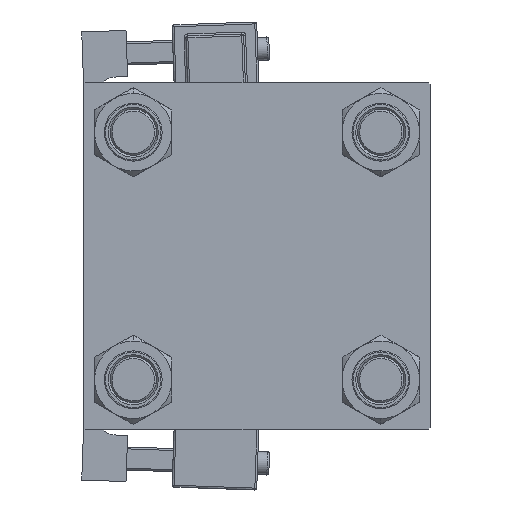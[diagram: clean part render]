
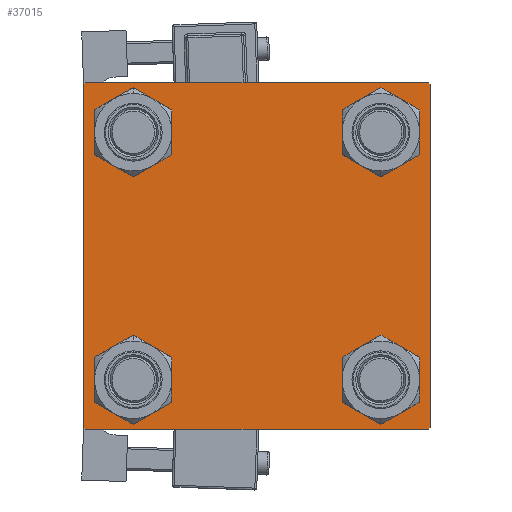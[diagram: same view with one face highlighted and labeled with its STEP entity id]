
A CAD part, left-side view. The second image highlights one B-rep face of the part: STEP entity #37015.
In plain terms, the highlighted planar face has unit normal (-1, 0, 0).
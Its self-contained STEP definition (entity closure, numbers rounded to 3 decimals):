
#187 = VECTOR ( 'NONE', #41669, 1000. ) ;
#325 = VERTEX_POINT ( 'NONE', #20341 ) ;
#421 = CARTESIAN_POINT ( 'NONE',  ( 0., -44.75, 44.75 ) ) ;
#440 = AXIS2_PLACEMENT_3D ( 'NONE', #40676, #40407, #31433 ) ;
#822 = ORIENTED_EDGE ( 'NONE', *, *, #16989, .T. ) ;
#837 = CARTESIAN_POINT ( 'NONE',  ( 0., 45., -45. ) ) ;
#2166 = DIRECTION ( 'NONE',  ( 1., 0., 0. ) ) ;
#2288 = ORIENTED_EDGE ( 'NONE', *, *, #12117, .T. ) ;
#2348 = AXIS2_PLACEMENT_3D ( 'NONE', #20326, #36484, #5978 ) ;
#2597 = LINE ( 'NONE', #10288, #4986 ) ;
#2664 = CARTESIAN_POINT ( 'NONE',  ( 0., 44.5, 45. ) ) ;
#2703 = CARTESIAN_POINT ( 'NONE',  ( 0., 32.15, 38.65 ) ) ;
#3771 = CARTESIAN_POINT ( 'NONE',  ( 0., -32.15, 32.15 ) ) ;
#4810 = LINE ( 'NONE', #837, #187 ) ;
#4986 = VECTOR ( 'NONE', #18768, 1000. ) ;
#5420 = ORIENTED_EDGE ( 'NONE', *, *, #34582, .T. ) ;
#5978 = DIRECTION ( 'NONE',  ( 0., 0., 1. ) ) ;
#6148 = CARTESIAN_POINT ( 'NONE',  ( 0., 32.15, 32.15 ) ) ;
#6158 = CARTESIAN_POINT ( 'NONE',  ( 0., 45., -44.5 ) ) ;
#6202 = VECTOR ( 'NONE', #29685, 1000. ) ;
#6422 = CIRCLE ( 'NONE', #29177, 6.5 ) ;
#6531 = CIRCLE ( 'NONE', #36175, 6.5 ) ;
#7239 = DIRECTION ( 'NONE',  ( 1., 0., 0. ) ) ;
#7451 = LINE ( 'NONE', #24157, #50359 ) ;
#7482 = CARTESIAN_POINT ( 'NONE',  ( 0., 32.15, -32.15 ) ) ;
#9254 = EDGE_CURVE ( 'NONE', #34243, #12961, #4810, .T. ) ;
#9778 = ORIENTED_EDGE ( 'NONE', *, *, #30961, .T. ) ;
#9834 = EDGE_LOOP ( 'NONE', ( #5420, #34820 ) ) ;
#10288 = CARTESIAN_POINT ( 'NONE',  ( 0., -44.75, -44.75 ) ) ;
#11040 = CARTESIAN_POINT ( 'NONE',  ( 0., 32.15, -38.65 ) ) ;
#11042 = VERTEX_POINT ( 'NONE', #2664 ) ;
#11229 = CARTESIAN_POINT ( 'NONE',  ( 0., -44.5, -45. ) ) ;
#11603 = DIRECTION ( 'NONE',  ( 0., 0., 1. ) ) ;
#12117 = EDGE_CURVE ( 'NONE', #23371, #34243, #14553, .T. ) ;
#12546 = VERTEX_POINT ( 'NONE', #27996 ) ;
#12961 = VERTEX_POINT ( 'NONE', #11229 ) ;
#13673 = CARTESIAN_POINT ( 'NONE',  ( 0., 32.15, -25.65 ) ) ;
#13698 = EDGE_CURVE ( 'NONE', #12546, #26179, #49993, .T. ) ;
#13746 = EDGE_CURVE ( 'NONE', #11042, #49245, #45739, .T. ) ;
#13888 = DIRECTION ( 'NONE',  ( -1., 0., 0. ) ) ;
#14488 = EDGE_LOOP ( 'NONE', ( #43563, #42436 ) ) ;
#14553 = LINE ( 'NONE', #18000, #6202 ) ;
#14766 = VECTOR ( 'NONE', #40721, 1000. ) ;
#15526 = VERTEX_POINT ( 'NONE', #13673 ) ;
#16151 = CARTESIAN_POINT ( 'NONE',  ( 0., -45., -44.5 ) ) ;
#16222 = VERTEX_POINT ( 'NONE', #42757 ) ;
#16562 = FACE_OUTER_BOUND ( 'NONE', #24084, .T. ) ;
#16833 = FACE_BOUND ( 'NONE', #14488, .T. ) ;
#16857 = CARTESIAN_POINT ( 'NONE',  ( 0., -45., 45. ) ) ;
#16957 = CIRCLE ( 'NONE', #17821, 6.5 ) ;
#16959 = VERTEX_POINT ( 'NONE', #47829 ) ;
#16989 = EDGE_CURVE ( 'NONE', #35751, #15526, #40266, .T. ) ;
#17607 = DIRECTION ( 'NONE',  ( 0., 0., 1. ) ) ;
#17821 = AXIS2_PLACEMENT_3D ( 'NONE', #40109, #7239, #23425 ) ;
#18000 = CARTESIAN_POINT ( 'NONE',  ( 0., 44.75, -44.75 ) ) ;
#18118 = DIRECTION ( 'NONE',  ( 0., 0., 1. ) ) ;
#18286 = EDGE_CURVE ( 'NONE', #37147, #23445, #6422, .T. ) ;
#18570 = AXIS2_PLACEMENT_3D ( 'NONE', #7482, #31890, #23932 ) ;
#18768 = DIRECTION ( 'NONE',  ( 0., -0.707, 0.707 ) ) ;
#19164 = DIRECTION ( 'NONE',  ( 0., 0., 1. ) ) ;
#19351 = ORIENTED_EDGE ( 'NONE', *, *, #28840, .T. ) ;
#19953 = DIRECTION ( 'NONE',  ( 1., 0., 0. ) ) ;
#20156 = CARTESIAN_POINT ( 'NONE',  ( 0., 44.5, -45. ) ) ;
#20326 = CARTESIAN_POINT ( 'NONE',  ( 0., -32.15, -32.15 ) ) ;
#20341 = CARTESIAN_POINT ( 'NONE',  ( 0., -32.15, -25.65 ) ) ;
#20482 = EDGE_LOOP ( 'NONE', ( #45375, #822 ) ) ;
#21092 = CARTESIAN_POINT ( 'NONE',  ( 0., 44.75, 44.75 ) ) ;
#21325 = AXIS2_PLACEMENT_3D ( 'NONE', #3771, #19953, #19164 ) ;
#21593 = CARTESIAN_POINT ( 'NONE',  ( 0., 0., 0. ) ) ;
#22329 = DIRECTION ( 'NONE',  ( 0., 0., 1. ) ) ;
#22684 = CIRCLE ( 'NONE', #2348, 6.5 ) ;
#23163 = CARTESIAN_POINT ( 'NONE',  ( 0., 32.15, 25.65 ) ) ;
#23371 = VERTEX_POINT ( 'NONE', #6158 ) ;
#23425 = DIRECTION ( 'NONE',  ( 0., 0., 1. ) ) ;
#23445 = VERTEX_POINT ( 'NONE', #2703 ) ;
#23643 = DIRECTION ( 'NONE',  ( 0., -1., 0. ) ) ;
#23932 = DIRECTION ( 'NONE',  ( 0., 0., 1. ) ) ;
#24084 = EDGE_LOOP ( 'NONE', ( #9778, #2288, #52120, #19351, #27792, #50286, #29822, #25387 ) ) ;
#24157 = CARTESIAN_POINT ( 'NONE',  ( 0., 45., 45. ) ) ;
#24523 = FACE_BOUND ( 'NONE', #9834, .T. ) ;
#24556 = VECTOR ( 'NONE', #43402, 1000. ) ;
#24934 = EDGE_CURVE ( 'NONE', #23445, #37147, #6531, .T. ) ;
#25387 = ORIENTED_EDGE ( 'NONE', *, *, #13746, .T. ) ;
#26179 = VERTEX_POINT ( 'NONE', #16151 ) ;
#27232 = CARTESIAN_POINT ( 'NONE',  ( 0., 45., 45. ) ) ;
#27792 = ORIENTED_EDGE ( 'NONE', *, *, #13698, .F. ) ;
#27996 = CARTESIAN_POINT ( 'NONE',  ( 0., -45., 44.5 ) ) ;
#28324 = EDGE_LOOP ( 'NONE', ( #49257, #50298 ) ) ;
#28840 = EDGE_CURVE ( 'NONE', #12961, #26179, #2597, .T. ) ;
#29177 = AXIS2_PLACEMENT_3D ( 'NONE', #30848, #30587, #18118 ) ;
#29685 = DIRECTION ( 'NONE',  ( 0., -0.707, -0.707 ) ) ;
#29822 = ORIENTED_EDGE ( 'NONE', *, *, #39860, .F. ) ;
#30360 = VERTEX_POINT ( 'NONE', #44309 ) ;
#30587 = DIRECTION ( 'NONE',  ( 1., 0., 0. ) ) ;
#30848 = CARTESIAN_POINT ( 'NONE',  ( 0., 32.15, 32.15 ) ) ;
#30961 = EDGE_CURVE ( 'NONE', #49245, #23371, #46840, .T. ) ;
#31390 = AXIS2_PLACEMENT_3D ( 'NONE', #51652, #43698, #11603 ) ;
#31433 = DIRECTION ( 'NONE',  ( 0., 0., 1. ) ) ;
#31749 = AXIS2_PLACEMENT_3D ( 'NONE', #21593, #13888, #17607 ) ;
#31890 = DIRECTION ( 'NONE',  ( 1., 0., 0. ) ) ;
#32743 = PLANE ( 'NONE',  #31749 ) ;
#33099 = EDGE_CURVE ( 'NONE', #15526, #35751, #41434, .T. ) ;
#34243 = VERTEX_POINT ( 'NONE', #20156 ) ;
#34582 = EDGE_CURVE ( 'NONE', #47925, #16959, #35574, .T. ) ;
#34820 = ORIENTED_EDGE ( 'NONE', *, *, #36190, .T. ) ;
#34890 = EDGE_CURVE ( 'NONE', #325, #16222, #16957, .T. ) ;
#35574 = CIRCLE ( 'NONE', #31390, 6.5 ) ;
#35751 = VERTEX_POINT ( 'NONE', #11040 ) ;
#35920 = VECTOR ( 'NONE', #37256, 1000. ) ;
#36175 = AXIS2_PLACEMENT_3D ( 'NONE', #6148, #2166, #22329 ) ;
#36190 = EDGE_CURVE ( 'NONE', #16959, #47925, #50963, .T. ) ;
#36484 = DIRECTION ( 'NONE',  ( 1., 0., 0. ) ) ;
#36498 = LINE ( 'NONE', #421, #38731 ) ;
#36703 = FACE_BOUND ( 'NONE', #28324, .T. ) ;
#36750 = DIRECTION ( 'NONE',  ( 0., 0.707, 0.707 ) ) ;
#37015 = ADVANCED_FACE ( 'NONE', ( #24523, #16833, #49168, #36703, #16562 ), #32743, .T. ) ;
#37147 = VERTEX_POINT ( 'NONE', #23163 ) ;
#37256 = DIRECTION ( 'NONE',  ( 0., 0.707, -0.707 ) ) ;
#38204 = CARTESIAN_POINT ( 'NONE',  ( 0., -32.15, 38.65 ) ) ;
#38731 = VECTOR ( 'NONE', #36750, 1000. ) ;
#39860 = EDGE_CURVE ( 'NONE', #11042, #30360, #7451, .T. ) ;
#40109 = CARTESIAN_POINT ( 'NONE',  ( 0., -32.15, -32.15 ) ) ;
#40266 = CIRCLE ( 'NONE', #440, 6.5 ) ;
#40407 = DIRECTION ( 'NONE',  ( 1., 0., 0. ) ) ;
#40676 = CARTESIAN_POINT ( 'NONE',  ( 0., 32.15, -32.15 ) ) ;
#40721 = DIRECTION ( 'NONE',  ( 0., 0., -1. ) ) ;
#41434 = CIRCLE ( 'NONE', #18570, 6.5 ) ;
#41669 = DIRECTION ( 'NONE',  ( 0., -1., 0. ) ) ;
#42436 = ORIENTED_EDGE ( 'NONE', *, *, #51876, .T. ) ;
#42757 = CARTESIAN_POINT ( 'NONE',  ( 0., -32.15, -38.65 ) ) ;
#43402 = DIRECTION ( 'NONE',  ( 0., 0., -1. ) ) ;
#43563 = ORIENTED_EDGE ( 'NONE', *, *, #34890, .T. ) ;
#43698 = DIRECTION ( 'NONE',  ( 1., 0., 0. ) ) ;
#43699 = CARTESIAN_POINT ( 'NONE',  ( 0., 45., 44.5 ) ) ;
#44309 = CARTESIAN_POINT ( 'NONE',  ( 0., -44.5, 45. ) ) ;
#45375 = ORIENTED_EDGE ( 'NONE', *, *, #33099, .T. ) ;
#45739 = LINE ( 'NONE', #21092, #35920 ) ;
#46840 = LINE ( 'NONE', #27232, #24556 ) ;
#47139 = EDGE_CURVE ( 'NONE', #12546, #30360, #36498, .T. ) ;
#47829 = CARTESIAN_POINT ( 'NONE',  ( 0., -32.15, 25.65 ) ) ;
#47925 = VERTEX_POINT ( 'NONE', #38204 ) ;
#49168 = FACE_BOUND ( 'NONE', #20482, .T. ) ;
#49245 = VERTEX_POINT ( 'NONE', #43699 ) ;
#49257 = ORIENTED_EDGE ( 'NONE', *, *, #24934, .T. ) ;
#49993 = LINE ( 'NONE', #16857, #14766 ) ;
#50286 = ORIENTED_EDGE ( 'NONE', *, *, #47139, .T. ) ;
#50298 = ORIENTED_EDGE ( 'NONE', *, *, #18286, .T. ) ;
#50359 = VECTOR ( 'NONE', #23643, 1000. ) ;
#50963 = CIRCLE ( 'NONE', #21325, 6.5 ) ;
#51652 = CARTESIAN_POINT ( 'NONE',  ( 0., -32.15, 32.15 ) ) ;
#51876 = EDGE_CURVE ( 'NONE', #16222, #325, #22684, .T. ) ;
#52120 = ORIENTED_EDGE ( 'NONE', *, *, #9254, .T. ) ;
